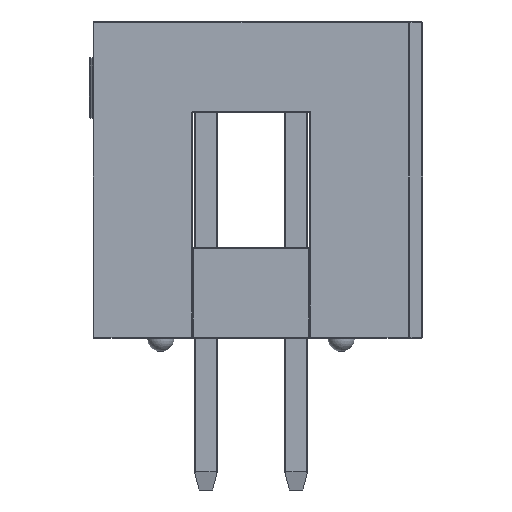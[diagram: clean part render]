
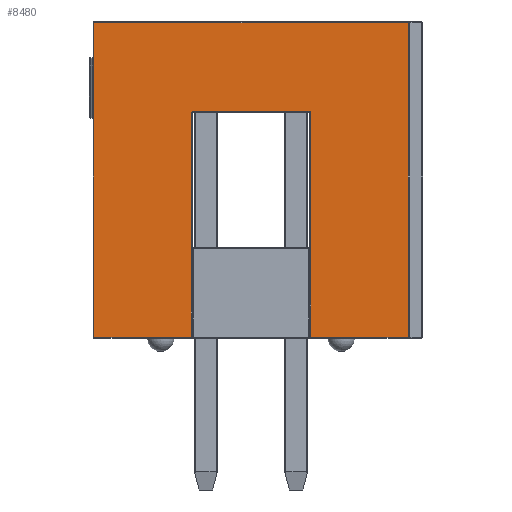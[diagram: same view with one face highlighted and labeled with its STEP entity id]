
A CAD part, left-side view. The second image highlights one B-rep face of the part: STEP entity #8480.
In plain terms, the highlighted planar face has unit normal (-1, 0, 0).
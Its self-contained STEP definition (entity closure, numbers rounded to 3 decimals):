
#626=CIRCLE('',#9141,0.051);
#768=PLANE('',#9303);
#1192=FACE_OUTER_BOUND('',#1715,.T.);
#1715=EDGE_LOOP('',(#6812,#6813,#6814,#6815,#6816,#6817,#6818,#6819,#6820));
#2107=LINE('',#12704,#2916);
#2124=LINE('',#12920,#2933);
#2128=LINE('',#12944,#2937);
#2159=LINE('',#13096,#2968);
#2161=LINE('',#13099,#2970);
#2166=LINE('',#13107,#2975);
#2169=LINE('',#13111,#2978);
#2221=LINE('',#13189,#3030);
#2916=VECTOR('',#10172,10.);
#2933=VECTOR('',#10321,10.);
#2937=VECTOR('',#10349,10.);
#2968=VECTOR('',#10530,10.);
#2970=VECTOR('',#10534,10.);
#2975=VECTOR('',#10545,10.);
#2978=VECTOR('',#10550,10.);
#3030=VECTOR('',#10654,10.);
#3809=VERTEX_POINT('',#12364);
#3846=VERTEX_POINT('',#12571);
#3865=VERTEX_POINT('',#12703);
#3910=VERTEX_POINT('',#12913);
#3919=VERTEX_POINT('',#12938);
#3920=VERTEX_POINT('',#12940);
#3945=VERTEX_POINT('',#13012);
#3946=VERTEX_POINT('',#13016);
#3959=VERTEX_POINT('',#13060);
#4706=EDGE_CURVE('',#3809,#3865,#2107,.T.);
#4771=EDGE_CURVE('',#3910,#3846,#2124,.T.);
#4781=EDGE_CURVE('',#3919,#3920,#626,.T.);
#4783=EDGE_CURVE('',#3865,#3919,#2128,.T.);
#4860=EDGE_CURVE('',#3946,#3959,#2159,.T.);
#4862=EDGE_CURVE('',#3959,#3945,#2161,.T.);
#4867=EDGE_CURVE('',#3920,#3946,#2166,.T.);
#4870=EDGE_CURVE('',#3945,#3910,#2169,.T.);
#4922=EDGE_CURVE('',#3846,#3809,#2221,.T.);
#6812=ORIENTED_EDGE('',*,*,#4860,.F.);
#6813=ORIENTED_EDGE('',*,*,#4867,.F.);
#6814=ORIENTED_EDGE('',*,*,#4781,.F.);
#6815=ORIENTED_EDGE('',*,*,#4783,.F.);
#6816=ORIENTED_EDGE('',*,*,#4706,.F.);
#6817=ORIENTED_EDGE('',*,*,#4922,.F.);
#6818=ORIENTED_EDGE('',*,*,#4771,.F.);
#6819=ORIENTED_EDGE('',*,*,#4870,.F.);
#6820=ORIENTED_EDGE('',*,*,#4862,.F.);
#8480=ADVANCED_FACE('',(#1192),#768,.T.);
#9141=AXIS2_PLACEMENT_3D('',#12941,#10343,#10344);
#9303=AXIS2_PLACEMENT_3D('',#13507,#10919,#10920);
#10172=DIRECTION('',(0.,0.,1.));
#10321=DIRECTION('',(0.,0.,-1.));
#10343=DIRECTION('center_axis',(-1.,0.,0.));
#10344=DIRECTION('ref_axis',(0.,0.707,0.707));
#10349=DIRECTION('',(0.,1.,0.));
#10530=DIRECTION('',(0.,1.,0.));
#10534=DIRECTION('',(0.,0.,1.));
#10545=DIRECTION('',(0.,0.,-1.));
#10550=DIRECTION('',(0.,-1.,0.));
#10654=DIRECTION('',(0.,1.,0.));
#10919=DIRECTION('center_axis',(-1.,0.,0.));
#10920=DIRECTION('ref_axis',(0.,-1.,0.));
#12364=CARTESIAN_POINT('',(-18.415,-1.676,0.025));
#12571=CARTESIAN_POINT('',(-18.415,-4.42,0.025));
#12703=CARTESIAN_POINT('',(-18.415,-1.676,6.375));
#12704=CARTESIAN_POINT('',(-18.415,-1.676,3.175));
#12913=CARTESIAN_POINT('',(-18.415,-4.42,8.865));
#12920=CARTESIAN_POINT('',(-18.415,-4.42,0.));
#12938=CARTESIAN_POINT('',(-18.415,1.626,6.375));
#12940=CARTESIAN_POINT('',(-18.415,1.676,6.325));
#12941=CARTESIAN_POINT('Origin',(-18.415,1.626,6.325));
#12944=CARTESIAN_POINT('',(-18.415,3.048,6.375));
#13012=CARTESIAN_POINT('',(-18.415,4.42,8.865));
#13016=CARTESIAN_POINT('',(-18.415,1.676,0.025));
#13060=CARTESIAN_POINT('',(-18.415,4.42,0.025));
#13096=CARTESIAN_POINT('',(-18.415,2.223,0.025));
#13099=CARTESIAN_POINT('',(-18.415,4.42,0.));
#13107=CARTESIAN_POINT('',(-18.415,1.676,0.));
#13111=CARTESIAN_POINT('',(-18.415,2.223,8.865));
#13189=CARTESIAN_POINT('',(-18.415,2.223,0.025));
#13507=CARTESIAN_POINT('Origin',(-18.415,4.445,0.));
